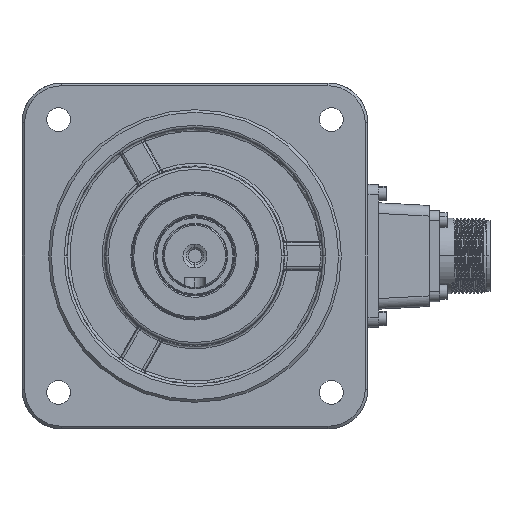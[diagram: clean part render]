
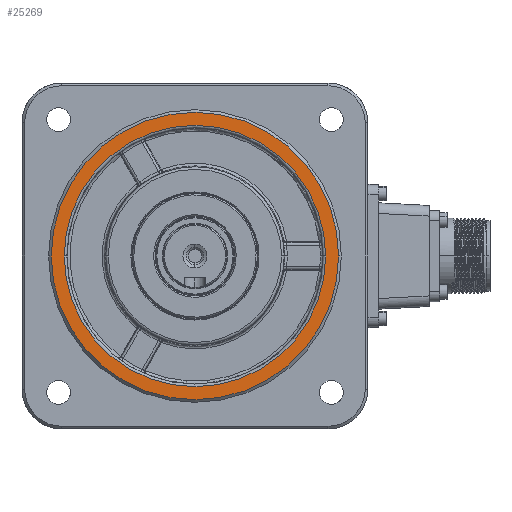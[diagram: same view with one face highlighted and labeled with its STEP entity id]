
A CAD part, left-side view. The second image highlights one B-rep face of the part: STEP entity #25269.
In plain terms, the highlighted planar face has unit normal (-1, 0, 0).
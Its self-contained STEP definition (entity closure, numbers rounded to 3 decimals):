
#1415 = VERTEX_POINT ( 'NONE', #7709 ) ;
#2882 = EDGE_CURVE ( 'NONE', #1415, #34102, #35526, .T. ) ;
#3035 = EDGE_CURVE ( 'NONE', #7666, #32787, #23300, .T. ) ;
#4685 = CARTESIAN_POINT ( 'NONE',  ( -76., 0., 0. ) ) ;
#4829 = FACE_BOUND ( 'NONE', #9033, .T. ) ;
#5604 = ORIENTED_EDGE ( 'NONE', *, *, #8520, .T. ) ;
#6236 = PLANE ( 'NONE',  #34631 ) ;
#7608 = AXIS2_PLACEMENT_3D ( 'NONE', #4685, #8567, #8878 ) ;
#7666 = VERTEX_POINT ( 'NONE', #25159 ) ;
#7709 = CARTESIAN_POINT ( 'NONE',  ( -76., 49.122, 0. ) ) ;
#8520 = EDGE_CURVE ( 'NONE', #32787, #7666, #11440, .T. ) ;
#8567 = DIRECTION ( 'NONE',  ( -1., 0., 0. ) ) ;
#8878 = DIRECTION ( 'NONE',  ( 0., -1., 0. ) ) ;
#9033 = EDGE_LOOP ( 'NONE', ( #22358, #11406 ) ) ;
#11406 = ORIENTED_EDGE ( 'NONE', *, *, #2882, .T. ) ;
#11440 = CIRCLE ( 'NONE', #29510, 54. ) ;
#12366 = FACE_OUTER_BOUND ( 'NONE', #42749, .T. ) ;
#13031 = DIRECTION ( 'NONE',  ( 0., -1., 0. ) ) ;
#14754 = DIRECTION ( 'NONE',  ( 1., 0., 0. ) ) ;
#15015 = EDGE_CURVE ( 'NONE', #34102, #1415, #44061, .T. ) ;
#15371 = DIRECTION ( 'NONE',  ( 0., -1., 0. ) ) ;
#15957 = AXIS2_PLACEMENT_3D ( 'NONE', #47553, #14754, #40308 ) ;
#16752 = DIRECTION ( 'NONE',  ( 1., 0., 0. ) ) ;
#16863 = CARTESIAN_POINT ( 'NONE',  ( -76., -54., 0. ) ) ;
#17708 = DIRECTION ( 'NONE',  ( -1., 0., 0. ) ) ;
#22358 = ORIENTED_EDGE ( 'NONE', *, *, #15015, .T. ) ;
#23300 = CIRCLE ( 'NONE', #7608, 54. ) ;
#25022 = DIRECTION ( 'NONE',  ( 0., -1., 0. ) ) ;
#25159 = CARTESIAN_POINT ( 'NONE',  ( -76., 54., 0. ) ) ;
#25188 = ORIENTED_EDGE ( 'NONE', *, *, #3035, .T. ) ;
#25269 = ADVANCED_FACE ( 'NONE', ( #12366, #4829 ), #6236, .T. ) ;
#27726 = CARTESIAN_POINT ( 'NONE',  ( -76., -49.122, 0. ) ) ;
#29045 = CARTESIAN_POINT ( 'NONE',  ( -76., 0., 0. ) ) ;
#29510 = AXIS2_PLACEMENT_3D ( 'NONE', #41367, #37526, #15371 ) ;
#31583 = AXIS2_PLACEMENT_3D ( 'NONE', #35232, #16752, #13031 ) ;
#32787 = VERTEX_POINT ( 'NONE', #16863 ) ;
#34102 = VERTEX_POINT ( 'NONE', #27726 ) ;
#34631 = AXIS2_PLACEMENT_3D ( 'NONE', #29045, #17708, #25022 ) ;
#35232 = CARTESIAN_POINT ( 'NONE',  ( -76., 0., 0. ) ) ;
#35526 = CIRCLE ( 'NONE', #15957, 49.122 ) ;
#37526 = DIRECTION ( 'NONE',  ( -1., 0., 0. ) ) ;
#40308 = DIRECTION ( 'NONE',  ( 0., -1., 0. ) ) ;
#41367 = CARTESIAN_POINT ( 'NONE',  ( -76., 0., 0. ) ) ;
#42749 = EDGE_LOOP ( 'NONE', ( #25188, #5604 ) ) ;
#44061 = CIRCLE ( 'NONE', #31583, 49.122 ) ;
#47553 = CARTESIAN_POINT ( 'NONE',  ( -76., 0., 0. ) ) ;
